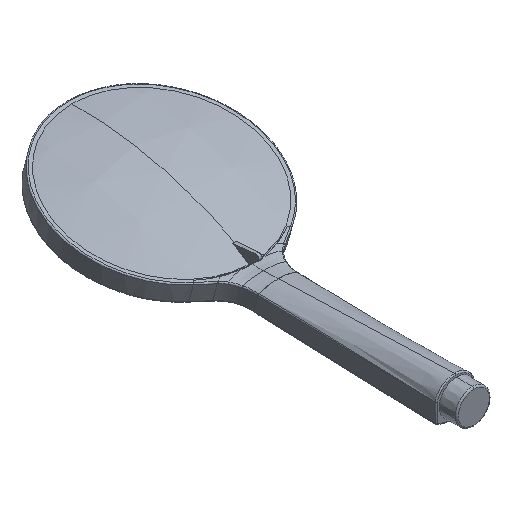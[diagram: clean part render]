
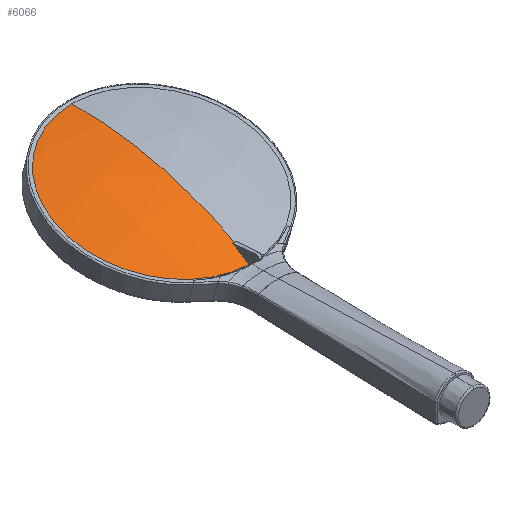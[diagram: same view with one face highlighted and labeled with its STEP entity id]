
A CAD part, isometric view. The second image highlights one B-rep face of the part: STEP entity #6066.
In plain terms, the highlighted spherical face has radius 222 mm.
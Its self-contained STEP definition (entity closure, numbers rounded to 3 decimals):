
#7 = FACE_OUTER_BOUND ( 'NONE', #9666, .T. ) ;
#202 = CARTESIAN_POINT ( 'NONE',  ( 49.236, 5.201, 1.368 ) ) ;
#302 = SPHERICAL_SURFACE ( 'NONE', #1049, 222. ) ;
#720 = CARTESIAN_POINT ( 'NONE',  ( 0., -211.266, 0. ) ) ;
#1049 = AXIS2_PLACEMENT_3D ( 'NONE', #9278, #2687, #2843 ) ;
#1181 = EDGE_CURVE ( 'NONE', #11623, #8046, #9279, .T. ) ;
#1681 = DIRECTION ( 'NONE',  ( -1., 0., 0. ) ) ;
#2415 = AXIS2_PLACEMENT_3D ( 'NONE', #10938, #5296, #11884 ) ;
#2687 = DIRECTION ( 'NONE',  ( 0., 0., -1. ) ) ;
#2697 = CARTESIAN_POINT ( 'NONE',  ( 61.729, 1.973, 1.605 ) ) ;
#2843 = DIRECTION ( 'NONE',  ( -1., 0., 0. ) ) ;
#2879 = ORIENTED_EDGE ( 'NONE', *, *, #6599, .F. ) ;
#3444 = DIRECTION ( 'NONE',  ( 0., -1., 0. ) ) ;
#3690 = EDGE_CURVE ( 'NONE', #8046, #4296, #11344, .T. ) ;
#4100 = VERTEX_POINT ( 'NONE', #6782 ) ;
#4149 = CIRCLE ( 'NONE', #8669, 120.507 ) ;
#4290 = CARTESIAN_POINT ( 'NONE',  ( 0., 10.734, 0. ) ) ;
#4296 = VERTEX_POINT ( 'NONE', #10474 ) ;
#4303 = DIRECTION ( 'NONE',  ( 0., -1., 0. ) ) ;
#4661 = CARTESIAN_POINT ( 'NONE',  ( 0., -210.005, 17.172 ) ) ;
#5176 = EDGE_CURVE ( 'NONE', #8629, #4100, #11809, .T. ) ;
#5296 = DIRECTION ( 'NONE',  ( 0., 0., 1. ) ) ;
#5309 = AXIS2_PLACEMENT_3D ( 'NONE', #720, #7343, #1681 ) ;
#5453 = DIRECTION ( 'NONE',  ( 0.343, -0.939, 0. ) ) ;
#5621 = DIRECTION ( 'NONE',  ( 0., -0.997, 0.073 ) ) ;
#6066 = ADVANCED_FACE ( 'NONE', ( #7 ), #302, .T. ) ;
#6365 = CIRCLE ( 'NONE', #9909, 221.331 ) ;
#6491 = ORIENTED_EDGE ( 'NONE', *, *, #3690, .F. ) ;
#6599 = EDGE_CURVE ( 'NONE', #4100, #7056, #4149, .T. ) ;
#6782 = CARTESIAN_POINT ( 'NONE',  ( 49.243, 5.203, 0. ) ) ;
#6797 = CARTESIAN_POINT ( 'NONE',  ( 0., 1.973, 61.75 ) ) ;
#6840 = EDGE_CURVE ( 'NONE', #7056, #11623, #6365, .T. ) ;
#7056 = VERTEX_POINT ( 'NONE', #202 ) ;
#7343 = DIRECTION ( 'NONE',  ( 0., 0., -1. ) ) ;
#7880 = EDGE_CURVE ( 'NONE', #8629, #4296, #9026, .T. ) ;
#8046 = VERTEX_POINT ( 'NONE', #6797 ) ;
#8629 = VERTEX_POINT ( 'NONE', #4290 ) ;
#8669 = AXIS2_PLACEMENT_3D ( 'NONE', #11088, #5453, #12034 ) ;
#9026 = CIRCLE ( 'NONE', #2415, 222. ) ;
#9093 = CARTESIAN_POINT ( 'NONE',  ( 0., 1.973, 0. ) ) ;
#9278 = CARTESIAN_POINT ( 'NONE',  ( 0., -211.266, 0. ) ) ;
#9279 = CIRCLE ( 'NONE', #10473, 61.75 ) ;
#9438 = ORIENTED_EDGE ( 'NONE', *, *, #5176, .F. ) ;
#9666 = EDGE_LOOP ( 'NONE', ( #9438, #11564, #6491, #10135, #9982, #2879 ) ) ;
#9909 = AXIS2_PLACEMENT_3D ( 'NONE', #4661, #11252, #5621 ) ;
#9957 = CARTESIAN_POINT ( 'NONE',  ( 0., 1.973, 0. ) ) ;
#9982 = ORIENTED_EDGE ( 'NONE', *, *, #6840, .F. ) ;
#9989 = AXIS2_PLACEMENT_3D ( 'NONE', #9957, #4303, #10898 ) ;
#10033 = DIRECTION ( 'NONE',  ( 0., 0., -1. ) ) ;
#10135 = ORIENTED_EDGE ( 'NONE', *, *, #1181, .F. ) ;
#10473 = AXIS2_PLACEMENT_3D ( 'NONE', #9093, #3444, #10033 ) ;
#10474 = CARTESIAN_POINT ( 'NONE',  ( -61.75, 1.973, 0. ) ) ;
#10898 = DIRECTION ( 'NONE',  ( 0., 0., -1. ) ) ;
#10938 = CARTESIAN_POINT ( 'NONE',  ( 0., -211.266, 0. ) ) ;
#11088 = CARTESIAN_POINT ( 'NONE',  ( -63.953, -36.132, 0. ) ) ;
#11252 = DIRECTION ( 'NONE',  ( 0., -0.073, -0.997 ) ) ;
#11344 = CIRCLE ( 'NONE', #9989, 61.75 ) ;
#11564 = ORIENTED_EDGE ( 'NONE', *, *, #7880, .T. ) ;
#11623 = VERTEX_POINT ( 'NONE', #2697 ) ;
#11809 = CIRCLE ( 'NONE', #5309, 222. ) ;
#11884 = DIRECTION ( 'NONE',  ( 1., 0., 0. ) ) ;
#12034 = DIRECTION ( 'NONE',  ( 0.939, 0.343, 0. ) ) ;
